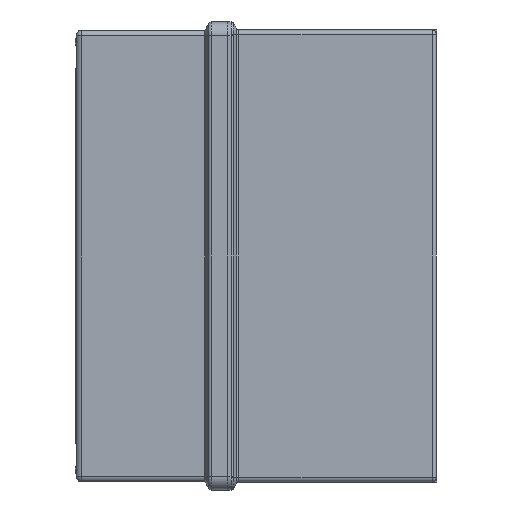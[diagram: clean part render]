
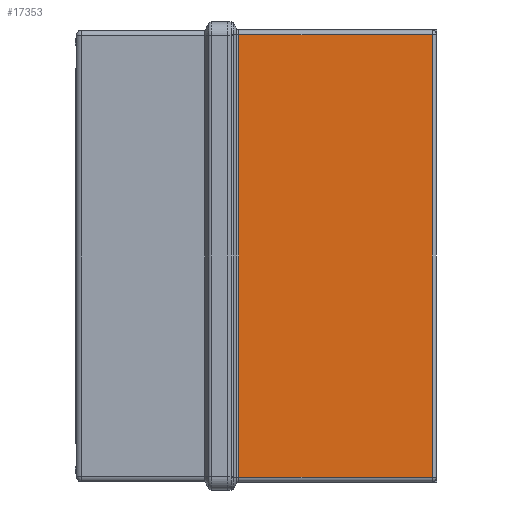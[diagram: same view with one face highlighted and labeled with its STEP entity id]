
A CAD part, left-side view. The second image highlights one B-rep face of the part: STEP entity #17353.
In plain terms, the highlighted planar face has unit normal (-1, 0, 0).
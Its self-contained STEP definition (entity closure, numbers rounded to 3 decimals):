
#702 = LINE ( 'NONE', #11734, #14987 ) ;
#1013 = DIRECTION ( 'NONE',  ( 0., 0., 1. ) ) ;
#1412 = EDGE_CURVE ( 'NONE', #1841, #22910, #7162, .T. ) ;
#1841 = VERTEX_POINT ( 'NONE', #21341 ) ;
#2619 = CARTESIAN_POINT ( 'NONE',  ( -110.6, -4.166, 80.3 ) ) ;
#3577 = CARTESIAN_POINT ( 'NONE',  ( -110.6, -75.8, 80.3 ) ) ;
#4180 = EDGE_CURVE ( 'NONE', #18133, #16689, #24286, .T. ) ;
#4516 = ORIENTED_EDGE ( 'NONE', *, *, #4180, .T. ) ;
#4701 = DIRECTION ( 'NONE',  ( 0., 1., 0. ) ) ;
#4743 = ORIENTED_EDGE ( 'NONE', *, *, #23539, .T. ) ;
#6507 = AXIS2_PLACEMENT_3D ( 'NONE', #13638, #16190, #1013 ) ;
#7162 = LINE ( 'NONE', #3577, #25997 ) ;
#7235 = CARTESIAN_POINT ( 'NONE',  ( -110.6, -4.166, -80.3 ) ) ;
#11734 = CARTESIAN_POINT ( 'NONE',  ( -110.6, -4.166, -82.1 ) ) ;
#12734 = EDGE_LOOP ( 'NONE', ( #4516, #13618, #25045, #4743 ) ) ;
#13318 = DIRECTION ( 'NONE',  ( 0., 0., 1. ) ) ;
#13618 = ORIENTED_EDGE ( 'NONE', *, *, #17273, .T. ) ;
#13638 = CARTESIAN_POINT ( 'NONE',  ( -110.6, -75.8, -82.1 ) ) ;
#14987 = VECTOR ( 'NONE', #24500, 1000. ) ;
#16190 = DIRECTION ( 'NONE',  ( -1., 0., 0. ) ) ;
#16485 = FACE_OUTER_BOUND ( 'NONE', #12734, .T. ) ;
#16689 = VERTEX_POINT ( 'NONE', #23877 ) ;
#17273 = EDGE_CURVE ( 'NONE', #16689, #1841, #19757, .T. ) ;
#17353 = ADVANCED_FACE ( 'NONE', ( #16485 ), #29070, .T. ) ;
#18133 = VERTEX_POINT ( 'NONE', #7235 ) ;
#19757 = LINE ( 'NONE', #31309, #25774 ) ;
#20382 = CARTESIAN_POINT ( 'NONE',  ( -110.6, -75.8, -80.3 ) ) ;
#20412 = DIRECTION ( 'NONE',  ( 0., -1., 0. ) ) ;
#21341 = CARTESIAN_POINT ( 'NONE',  ( -110.6, -74.3, 80.3 ) ) ;
#22910 = VERTEX_POINT ( 'NONE', #2619 ) ;
#23492 = VECTOR ( 'NONE', #20412, 1000. ) ;
#23539 = EDGE_CURVE ( 'NONE', #22910, #18133, #702, .T. ) ;
#23877 = CARTESIAN_POINT ( 'NONE',  ( -110.6, -74.3, -80.3 ) ) ;
#24286 = LINE ( 'NONE', #20382, #23492 ) ;
#24500 = DIRECTION ( 'NONE',  ( 0., 0., -1. ) ) ;
#25045 = ORIENTED_EDGE ( 'NONE', *, *, #1412, .T. ) ;
#25774 = VECTOR ( 'NONE', #13318, 1000. ) ;
#25997 = VECTOR ( 'NONE', #4701, 1000. ) ;
#29070 = PLANE ( 'NONE',  #6507 ) ;
#31309 = CARTESIAN_POINT ( 'NONE',  ( -110.6, -74.3, 80.3 ) ) ;
